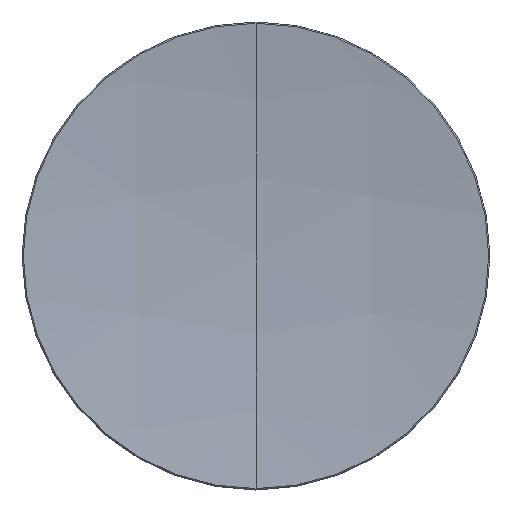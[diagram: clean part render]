
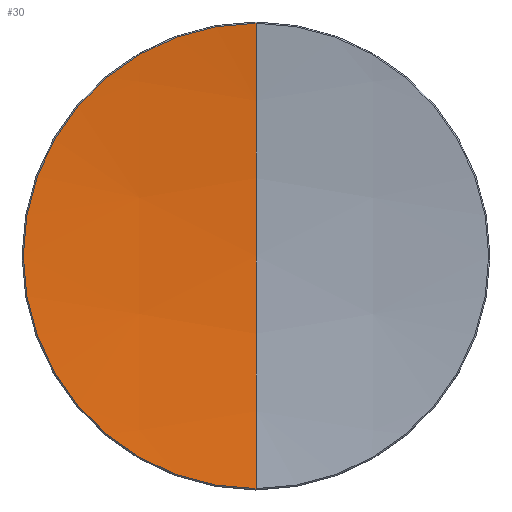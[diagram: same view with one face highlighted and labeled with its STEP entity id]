
A CAD part, top view. The second image highlights one B-rep face of the part: STEP entity #30.
In plain terms, the highlighted spherical face has radius 300 mm.
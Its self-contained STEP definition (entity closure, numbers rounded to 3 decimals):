
#9 = ORIENTED_EDGE ( 'NONE', *, *, #19, .T. ) ;
#13 = EDGE_LOOP ( 'NONE', ( #9, #42, #20, #40 ) ) ;
#14 = VERTEX_POINT ( 'NONE', #1547 ) ;
#19 = EDGE_CURVE ( 'NONE', #35, #14, #1549, .T. ) ;
#20 = ORIENTED_EDGE ( 'NONE', *, *, #32, .T. ) ;
#22 = EDGE_CURVE ( 'NONE', #35, #37, #1535, .T. ) ;
#30 = ADVANCED_FACE ( 'NONE', ( #1468 ), #1611, .F. ) ;
#32 = EDGE_CURVE ( 'NONE', #36, #37, #1474, .T. ) ;
#34 = EDGE_CURVE ( 'NONE', #14, #36, #1473, .T. ) ;
#35 = VERTEX_POINT ( 'NONE', #1598 ) ;
#36 = VERTEX_POINT ( 'NONE', #1526 ) ;
#37 = VERTEX_POINT ( 'NONE', #1602 ) ;
#40 = ORIENTED_EDGE ( 'NONE', *, *, #22, .F. ) ;
#42 = ORIENTED_EDGE ( 'NONE', *, *, #34, .T. ) ;
#1468 = FACE_OUTER_BOUND ( 'NONE', #13, .T. ) ;
#1470 = DIRECTION ( 'NONE',  ( 1., 0., 0. ) ) ;
#1471 = CARTESIAN_POINT ( 'NONE',  ( 0., 0., 306. ) ) ;
#1473 = CIRCLE ( 'NONE', #1530, 37.302 ) ;
#1474 = CIRCLE ( 'NONE', #1603, 300. ) ;
#1503 = DIRECTION ( 'NONE',  ( 0., 0., 1. ) ) ;
#1505 = DIRECTION ( 'NONE',  ( -1., 0., 0. ) ) ;
#1526 = CARTESIAN_POINT ( 'NONE',  ( 0., -37.302, 8.328 ) ) ;
#1527 = DIRECTION ( 'NONE',  ( 1., 0., 0. ) ) ;
#1528 = DIRECTION ( 'NONE',  ( 0., 0., 1. ) ) ;
#1529 = CARTESIAN_POINT ( 'NONE',  ( 0., 0., 8.328 ) ) ;
#1530 = AXIS2_PLACEMENT_3D ( 'NONE', #1529, #1528, #1527 ) ;
#1535 = CIRCLE ( 'NONE', #1581, 300. ) ;
#1547 = CARTESIAN_POINT ( 'NONE',  ( -37.302, 0., 8.328 ) ) ;
#1549 = CIRCLE ( 'NONE', #1648, 37.302 ) ;
#1579 = DIRECTION ( 'NONE',  ( 1., 0., 0. ) ) ;
#1580 = DIRECTION ( 'NONE',  ( 0., 0., 1. ) ) ;
#1581 = AXIS2_PLACEMENT_3D ( 'NONE', #1608, #1505, #1503 ) ;
#1598 = CARTESIAN_POINT ( 'NONE',  ( 0., 37.302, 8.328 ) ) ;
#1599 = DIRECTION ( 'NONE',  ( 0., 1., 0. ) ) ;
#1600 = DIRECTION ( 'NONE',  ( 1., 0., 0. ) ) ;
#1601 = CARTESIAN_POINT ( 'NONE',  ( 0., 0., 306. ) ) ;
#1602 = CARTESIAN_POINT ( 'NONE',  ( 0., 0., 6. ) ) ;
#1603 = AXIS2_PLACEMENT_3D ( 'NONE', #1601, #1600, #1599 ) ;
#1604 = DIRECTION ( 'NONE',  ( 0., 1., 0. ) ) ;
#1606 = AXIS2_PLACEMENT_3D ( 'NONE', #1471, #1470, #1604 ) ;
#1608 = CARTESIAN_POINT ( 'NONE',  ( 0., 0., 306. ) ) ;
#1611 = SPHERICAL_SURFACE ( 'NONE', #1606, 300. ) ;
#1614 = CARTESIAN_POINT ( 'NONE',  ( 0., 0., 8.328 ) ) ;
#1648 = AXIS2_PLACEMENT_3D ( 'NONE', #1614, #1580, #1579 ) ;
